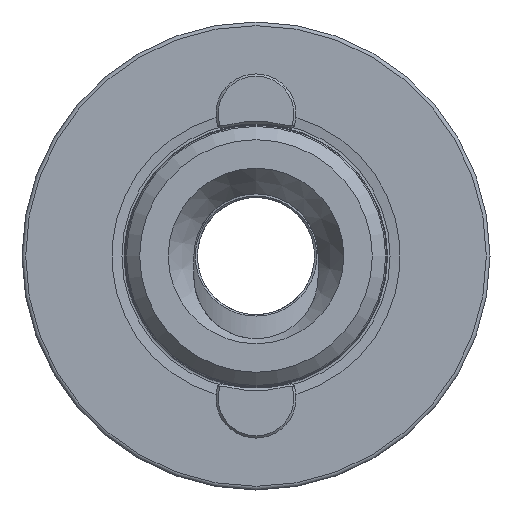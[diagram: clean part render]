
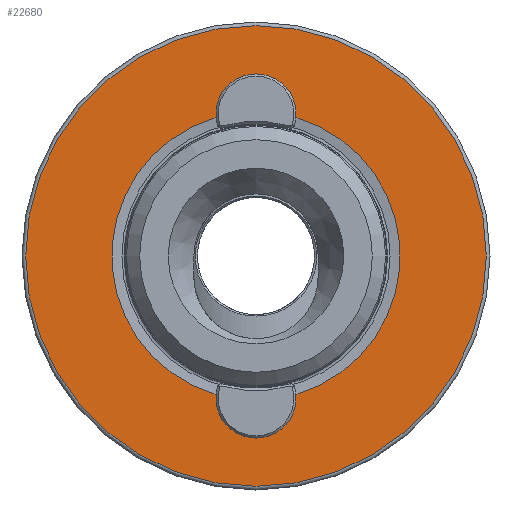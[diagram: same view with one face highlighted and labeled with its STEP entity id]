
A CAD part, left-side view. The second image highlights one B-rep face of the part: STEP entity #22680.
In plain terms, the highlighted planar face has unit normal (-1, 0, 0).
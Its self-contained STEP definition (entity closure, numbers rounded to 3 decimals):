
#1388 = DIRECTION ( 'NONE',  ( 0., 0., 1. ) ) ;
#1736 = CARTESIAN_POINT ( 'NONE',  ( 0., 19.715, 0. ) ) ;
#2238 = AXIS2_PLACEMENT_3D ( 'NONE', #7870, #35690, #33130 ) ;
#3479 = CIRCLE ( 'NONE', #28600, 3. ) ;
#3754 = DIRECTION ( 'NONE',  ( -1., 0., 0. ) ) ;
#3924 = DIRECTION ( 'NONE',  ( 0., 0., 1. ) ) ;
#4268 = VERTEX_POINT ( 'NONE', #15685 ) ;
#5942 = ORIENTED_EDGE ( 'NONE', *, *, #34960, .F. ) ;
#7870 = CARTESIAN_POINT ( 'NONE',  ( 0., 0., 0. ) ) ;
#8156 = VERTEX_POINT ( 'NONE', #35390 ) ;
#8716 = EDGE_CURVE ( 'NONE', #4268, #8156, #13332, .T. ) ;
#9036 = DIRECTION ( 'NONE',  ( 0., 0., 1. ) ) ;
#11577 = ORIENTED_EDGE ( 'NONE', *, *, #28248, .F. ) ;
#11678 = EDGE_CURVE ( 'NONE', #24270, #24270, #18285, .T. ) ;
#12148 = CIRCLE ( 'NONE', #2238, 19.715 ) ;
#12519 = VERTEX_POINT ( 'NONE', #19014 ) ;
#13140 = CARTESIAN_POINT ( 'NONE',  ( 0., 0., 31.5 ) ) ;
#13332 = CIRCLE ( 'NONE', #17828, 3. ) ;
#13787 = ORIENTED_EDGE ( 'NONE', *, *, #11678, .T. ) ;
#15214 = CARTESIAN_POINT ( 'NONE',  ( 0., 0., 21.5 ) ) ;
#15685 = CARTESIAN_POINT ( 'NONE',  ( 0., -2.305, 19.58 ) ) ;
#15975 = DIRECTION ( 'NONE',  ( 1., 0., 0. ) ) ;
#16366 = EDGE_CURVE ( 'NONE', #12519, #29018, #3479, .T. ) ;
#16975 = FACE_OUTER_BOUND ( 'NONE', #28269, .T. ) ;
#17828 = AXIS2_PLACEMENT_3D ( 'NONE', #15214, #23902, #3924 ) ;
#18218 = DIRECTION ( 'NONE',  ( -1., 0., 0. ) ) ;
#18285 = CIRCLE ( 'NONE', #19324, 31.5 ) ;
#19014 = CARTESIAN_POINT ( 'NONE',  ( 0., 2.305, -19.58 ) ) ;
#19324 = AXIS2_PLACEMENT_3D ( 'NONE', #20207, #3754, #9036 ) ;
#19805 = ORIENTED_EDGE ( 'NONE', *, *, #16366, .F. ) ;
#20207 = CARTESIAN_POINT ( 'NONE',  ( 0., 0., 0. ) ) ;
#20792 = CARTESIAN_POINT ( 'NONE',  ( 0., 0., 0. ) ) ;
#21238 = CARTESIAN_POINT ( 'NONE',  ( 0., -2.305, -19.58 ) ) ;
#22680 = ADVANCED_FACE ( 'NONE', ( #26618, #16975 ), #32894, .F. ) ;
#23902 = DIRECTION ( 'NONE',  ( -1., 0., 0. ) ) ;
#24270 = VERTEX_POINT ( 'NONE', #13140 ) ;
#26618 = FACE_BOUND ( 'NONE', #32157, .T. ) ;
#27300 = DIRECTION ( 'NONE',  ( 0., 0., 1. ) ) ;
#28248 = EDGE_CURVE ( 'NONE', #8156, #12519, #34134, .T. ) ;
#28269 = EDGE_LOOP ( 'NONE', ( #13787 ) ) ;
#28600 = AXIS2_PLACEMENT_3D ( 'NONE', #29974, #32806, #27300 ) ;
#29018 = VERTEX_POINT ( 'NONE', #21238 ) ;
#29745 = AXIS2_PLACEMENT_3D ( 'NONE', #1736, #15975, #33013 ) ;
#29974 = CARTESIAN_POINT ( 'NONE',  ( 0., 0., -21.5 ) ) ;
#30469 = ORIENTED_EDGE ( 'NONE', *, *, #8716, .F. ) ;
#32157 = EDGE_LOOP ( 'NONE', ( #5942, #19805, #11577, #30469 ) ) ;
#32806 = DIRECTION ( 'NONE',  ( -1., 0., 0. ) ) ;
#32894 = PLANE ( 'NONE',  #29745 ) ;
#33013 = DIRECTION ( 'NONE',  ( 0., 0., -1. ) ) ;
#33130 = DIRECTION ( 'NONE',  ( 0., 0., 1. ) ) ;
#33199 = AXIS2_PLACEMENT_3D ( 'NONE', #20792, #18218, #1388 ) ;
#34134 = CIRCLE ( 'NONE', #33199, 19.715 ) ;
#34960 = EDGE_CURVE ( 'NONE', #29018, #4268, #12148, .T. ) ;
#35390 = CARTESIAN_POINT ( 'NONE',  ( 0., 2.305, 19.58 ) ) ;
#35690 = DIRECTION ( 'NONE',  ( -1., 0., 0. ) ) ;
